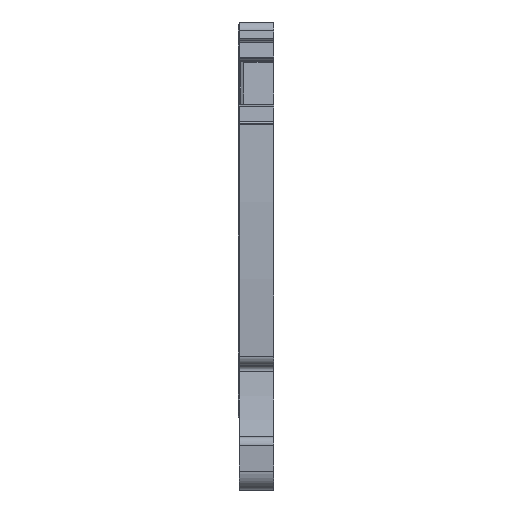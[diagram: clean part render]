
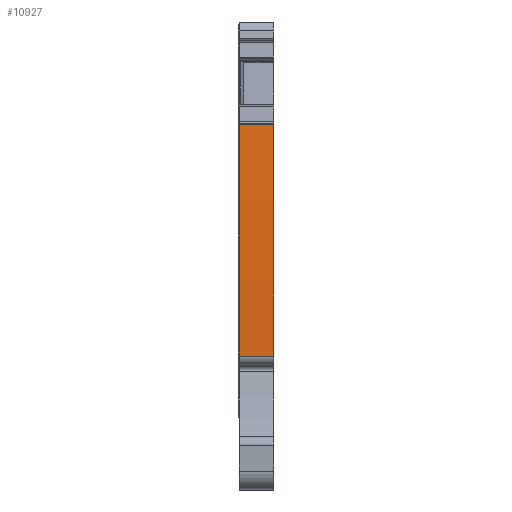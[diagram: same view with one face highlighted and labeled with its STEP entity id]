
A CAD part, front view. The second image highlights one B-rep face of the part: STEP entity #10927.
In plain terms, the highlighted cylindrical face has radius 180 mm (diameter 360 mm), a partial arc.
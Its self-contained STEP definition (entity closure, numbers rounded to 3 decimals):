
#2002=AXIS2_PLACEMENT_3D('Circle Axis2P3D',#2000,#2001,$) ;
#10075=AXIS2_PLACEMENT_3D('Cylinder Axis2P3D',#10072,#10073,#10074) ;
#10918=AXIS2_PLACEMENT_3D('Circle Axis2P3D',#10916,#10917,$) ;
#1997=CARTESIAN_POINT('Vertex',(3.5,1.484,36.553)) ;
#2000=CARTESIAN_POINT('Axis2P3D Location',(3.5,181.129,25.25)) ;
#2004=CARTESIAN_POINT('Vertex',(3.5,1.52,13.384)) ;
#10072=CARTESIAN_POINT('Axis2P3D Location',(1.75,181.129,25.25)) ;
#10889=CARTESIAN_POINT('Line Origine',(2.55,1.484,36.553)) ;
#10893=CARTESIAN_POINT('Vertex',(0.05,1.484,36.553)) ;
#10909=CARTESIAN_POINT('Line Origine',(1.75,1.52,13.384)) ;
#10913=CARTESIAN_POINT('Vertex',(0.05,1.52,13.384)) ;
#10916=CARTESIAN_POINT('Axis2P3D Location',(0.05,181.129,25.25)) ;
#2001=DIRECTION('Axis2P3D Direction',(1.,0.,0.)) ;
#10073=DIRECTION('Axis2P3D Direction',(1.,0.,0.)) ;
#10074=DIRECTION('Axis2P3D XDirection',(0.,-0.993,0.115)) ;
#10890=DIRECTION('Vector Direction',(1.,0.,0.)) ;
#10910=DIRECTION('Vector Direction',(1.,0.,0.)) ;
#10917=DIRECTION('Axis2P3D Direction',(1.,0.,0.)) ;
#10891=VECTOR('Line Direction',#10890,1.) ;
#10911=VECTOR('Line Direction',#10910,1.) ;
#10922=ORIENTED_EDGE('',*,*,#10915,.T.) ;
#10923=ORIENTED_EDGE('',*,*,#2006,.F.) ;
#10924=ORIENTED_EDGE('',*,*,#10895,.F.) ;
#10925=ORIENTED_EDGE('',*,*,#10920,.F.) ;
#10927=ADVANCED_FACE('Brep With Voids',(#10926),#10076,.T.) ;
#2003=CIRCLE('generated circle',#2002,180.) ;
#10919=CIRCLE('generated circle',#10918,180.) ;
#10076=CYLINDRICAL_SURFACE('generated cylinder',#10075,180.) ;
#2006=EDGE_CURVE('',#1998,#2005,#2003,.T.) ;
#10895=EDGE_CURVE('',#10894,#1998,#10892,.T.) ;
#10915=EDGE_CURVE('',#10914,#2005,#10912,.T.) ;
#10920=EDGE_CURVE('',#10914,#10894,#10919,.F.) ;
#10921=EDGE_LOOP('',(#10922,#10923,#10924,#10925)) ;
#10926=FACE_OUTER_BOUND('',#10921,.T.) ;
#10892=LINE('Line',#10889,#10891) ;
#10912=LINE('Line',#10909,#10911) ;
#1998=VERTEX_POINT('',#1997) ;
#2005=VERTEX_POINT('',#2004) ;
#10894=VERTEX_POINT('',#10893) ;
#10914=VERTEX_POINT('',#10913) ;
